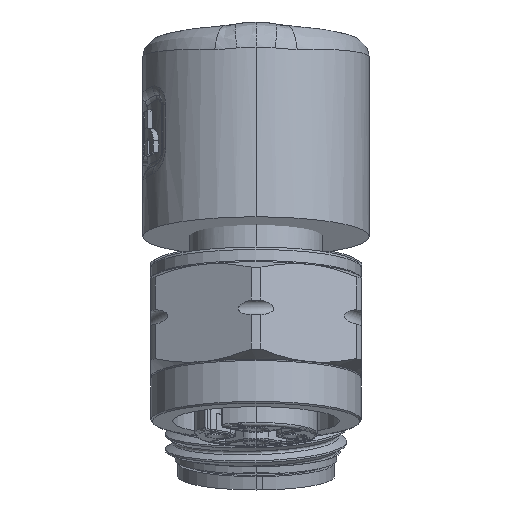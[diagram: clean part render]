
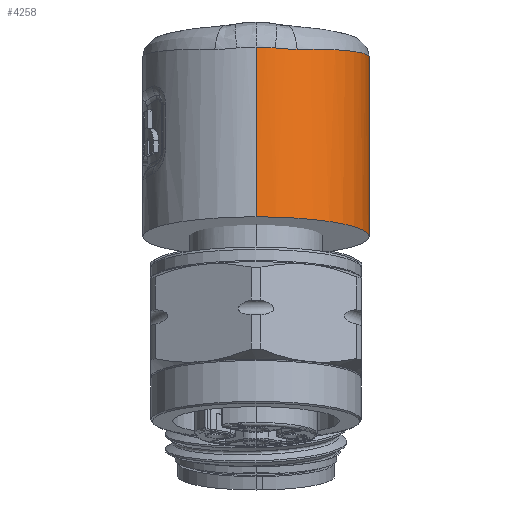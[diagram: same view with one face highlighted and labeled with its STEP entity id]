
A CAD part, front view. The second image highlights one B-rep face of the part: STEP entity #4258.
In plain terms, the highlighted cylindrical face has radius 7.5 mm (diameter 15 mm), a partial arc.
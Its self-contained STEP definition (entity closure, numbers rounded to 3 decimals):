
#4258=ADVANCED_FACE('',(#8813),#8814,.T.);
#8813=FACE_OUTER_BOUND('',#29925,.T.);
#8814=CYLINDRICAL_SURFACE('',#29926,7.5);
#29925=EDGE_LOOP('',(#48962,#48963,#48964,#48965,#48966,#48967,#48968,#48969,#48970,#48971,#48972));
#29926=AXIS2_PLACEMENT_3D('',#48973,#48974,#48975);
#48962=ORIENTED_EDGE('',*,*,#56170,.F.);
#48963=ORIENTED_EDGE('',*,*,#56171,.F.);
#48964=ORIENTED_EDGE('',*,*,#56172,.F.);
#48965=ORIENTED_EDGE('',*,*,#56168,.F.);
#48966=ORIENTED_EDGE('',*,*,#56161,.F.);
#48967=ORIENTED_EDGE('',*,*,#56173,.F.);
#48968=ORIENTED_EDGE('',*,*,#56174,.F.);
#48969=ORIENTED_EDGE('',*,*,#56105,.F.);
#48970=ORIENTED_EDGE('',*,*,#56175,.T.);
#48971=ORIENTED_EDGE('',*,*,#56103,.T.);
#48972=ORIENTED_EDGE('',*,*,#56176,.F.);
#48973=CARTESIAN_POINT('',(0.0,6.646,-7.682));
#48974=DIRECTION('',(0.0,-0.174,-0.985));
#48975=DIRECTION('',(0.0,-0.985,0.174));
#56103=EDGE_CURVE('',#63854,#63852,#63855,.T.);
#56105=EDGE_CURVE('',#63856,#63858,#63859,.T.);
#56161=EDGE_CURVE('',#63952,#63954,#63955,.T.);
#56168=EDGE_CURVE('',#63954,#63961,#63963,.T.);
#56170=EDGE_CURVE('',#63965,#63966,#63967,.T.);
#56171=EDGE_CURVE('',#63968,#63965,#63969,.T.);
#56172=EDGE_CURVE('',#63961,#63968,#63970,.T.);
#56173=EDGE_CURVE('',#63971,#63952,#63972,.T.);
#56174=EDGE_CURVE('',#63858,#63971,#63973,.T.);
#56175=EDGE_CURVE('',#63856,#63854,#63974,.T.);
#56176=EDGE_CURVE('',#63966,#63852,#63975,.T.);
#63852=VERTEX_POINT('',#79265);
#63854=VERTEX_POINT('',#79288);
#63855=LINE('',#79289,#79290);
#63856=VERTEX_POINT('',#79291);
#63858=VERTEX_POINT('',#79293);
#63859=LINE('',#79294,#79295);
#63952=VERTEX_POINT('',#79773);
#63954=VERTEX_POINT('',#79785);
#63955=B_SPLINE_CURVE_WITH_KNOTS('',3,(#79786,#79787,#79788,#79789,#79790,#79791,#79792,#79793,#79794,#79795,#79796,#79797,#79798,#79799,#79800),.UNSPECIFIED.,.F.,.F.,(4,1,1,1,1,1,1,1,1,1,1,1,4),(0.0,0.083,0.167,0.25,0.333,0.417,0.5,0.583,0.667,0.75,0.833,0.917,1.0),.UNSPECIFIED.);
#63961=VERTEX_POINT('',#79821);
#63963=B_SPLINE_CURVE_WITH_KNOTS('',3,(#79827,#79828,#79829,#79830,#79831,#79832),.UNSPECIFIED.,.F.,.F.,(4,1,1,4),(0.0,0.333,0.667,1.0),.UNSPECIFIED.);
#63965=VERTEX_POINT('',#79834);
#63966=VERTEX_POINT('',#79835);
#63967=B_SPLINE_CURVE_WITH_KNOTS('',3,(#79836,#79837,#79838,#79839,#79840,#79841),.UNSPECIFIED.,.F.,.F.,(4,1,1,4),(0.0,0.333,0.667,1.0),.UNSPECIFIED.);
#63968=VERTEX_POINT('',#79842);
#63969=B_SPLINE_CURVE_WITH_KNOTS('',3,(#79843,#79844,#79845,#79846,#79847,#79848),.UNSPECIFIED.,.F.,.F.,(4,1,1,4),(0.0,0.333,0.667,1.0),.UNSPECIFIED.);
#63970=B_SPLINE_CURVE_WITH_KNOTS('',3,(#79849,#79850,#79851,#79852,#79853,#79854),.UNSPECIFIED.,.F.,.F.,(4,1,1,4),(0.0,0.333,0.667,1.0),.UNSPECIFIED.);
#63971=VERTEX_POINT('',#79855);
#63972=B_SPLINE_CURVE_WITH_KNOTS('',3,(#79856,#79857,#79858,#79859,#79860,#79861),.UNSPECIFIED.,.F.,.F.,(4,1,1,4),(0.0,0.333,0.667,1.0),.UNSPECIFIED.);
#63973=B_SPLINE_CURVE_WITH_KNOTS('',3,(#79862,#79863,#79864,#79865,#79866,#79867,#79868,#79869),.UNSPECIFIED.,.F.,.F.,(4,1,1,1,1,4),(0.0,0.203,0.406,0.606,0.804,1.0),.UNSPECIFIED.);
#63974=CIRCLE('',#79870,7.5);
#63975=B_SPLINE_CURVE_WITH_KNOTS('',3,(#79871,#79872,#79873,#79874,#79875,#79876,#79877,#79878,#79879,#79880,#79881,#79882,#79883,#79884,#79885,#79886,#79887,#79888,#79889,#79890,#79891,#79892),.UNSPECIFIED.,.F.,.F.,(4,1,1,1,1,1,1,1,1,1,1,1,1,1,1,1,1,1,1,4),(0.0,0.053,0.105,0.158,0.211,0.263,0.316,0.368,0.421,0.474,0.526,0.579,0.632,0.684,0.737,0.789,0.842,0.895,0.947,1.0),.UNSPECIFIED.);
#79265=CARTESIAN_POINT('',(0.,14.348,-7.187));
#79288=CARTESIAN_POINT('',(0.,14.032,-8.984));
#79289=CARTESIAN_POINT('',(0.,14.032,-8.984));
#79290=VECTOR('',#88999,1.825);
#79291=CARTESIAN_POINT('',(0.0,-0.741,-6.379));
#79293=CARTESIAN_POINT('',(0.,1.239,4.847));
#79294=CARTESIAN_POINT('',(0.0,-0.741,-6.379));
#79295=VECTOR('',#89003,11.4);
#79773=CARTESIAN_POINT('',(2.72,1.732,4.701));
#79785=CARTESIAN_POINT('',(5.818,13.425,3.511));
#79786=CARTESIAN_POINT('',(2.72,1.732,4.701));
#79787=CARTESIAN_POINT('',(3.086,1.877,4.707));
#79788=CARTESIAN_POINT('',(3.796,2.226,4.71));
#79789=CARTESIAN_POINT('',(4.763,2.904,4.689));
#79790=CARTESIAN_POINT('',(5.613,3.722,4.644));
#79791=CARTESIAN_POINT('',(6.321,4.651,4.577));
#79792=CARTESIAN_POINT('',(6.89,5.702,4.488));
#79793=CARTESIAN_POINT('',(7.282,6.819,4.381));
#79794=CARTESIAN_POINT('',(7.492,7.984,4.257));
#79795=CARTESIAN_POINT('',(7.52,9.138,4.124));
#79796=CARTESIAN_POINT('',(7.361,10.32,3.976));
#79797=CARTESIAN_POINT('',(7.019,11.445,3.823));
#79798=CARTESIAN_POINT('',(6.508,12.494,3.667));
#79799=CARTESIAN_POINT('',(6.063,13.128,3.563));
#79800=CARTESIAN_POINT('',(5.818,13.425,3.511));
#79821=CARTESIAN_POINT('',(6.507,12.012,1.274));
#79827=CARTESIAN_POINT('',(5.818,13.425,3.511));
#79828=CARTESIAN_POINT('',(5.945,13.22,3.248));
#79829=CARTESIAN_POINT('',(6.158,12.838,2.731));
#79830=CARTESIAN_POINT('',(6.378,12.363,1.986));
#79831=CARTESIAN_POINT('',(6.471,12.117,1.509));
#79832=CARTESIAN_POINT('',(6.507,12.012,1.274));
#79834=CARTESIAN_POINT('',(6.569,11.604,-0.401));
#79835=CARTESIAN_POINT('',(6.536,11.568,-0.949));
#79836=CARTESIAN_POINT('',(6.569,11.604,-0.401));
#79837=CARTESIAN_POINT('',(6.569,11.594,-0.458));
#79838=CARTESIAN_POINT('',(6.568,11.576,-0.576));
#79839=CARTESIAN_POINT('',(6.557,11.563,-0.758));
#79840=CARTESIAN_POINT('',(6.544,11.565,-0.885));
#79841=CARTESIAN_POINT('',(6.536,11.568,-0.949));
#79842=CARTESIAN_POINT('',(6.561,11.795,0.599));
#79843=CARTESIAN_POINT('',(6.561,11.795,0.599));
#79844=CARTESIAN_POINT('',(6.562,11.774,0.488));
#79845=CARTESIAN_POINT('',(6.564,11.732,0.266));
#79846=CARTESIAN_POINT('',(6.567,11.667,-0.067));
#79847=CARTESIAN_POINT('',(6.568,11.625,-0.29));
#79848=CARTESIAN_POINT('',(6.569,11.604,-0.401));
#79849=CARTESIAN_POINT('',(6.507,12.012,1.274));
#79850=CARTESIAN_POINT('',(6.519,11.977,1.194));
#79851=CARTESIAN_POINT('',(6.539,11.913,1.038));
#79852=CARTESIAN_POINT('',(6.556,11.841,0.812));
#79853=CARTESIAN_POINT('',(6.561,11.808,0.669));
#79854=CARTESIAN_POINT('',(6.561,11.795,0.599));
#79855=CARTESIAN_POINT('',(1.266,1.337,4.784));
#79856=CARTESIAN_POINT('',(1.266,1.337,4.784));
#79857=CARTESIAN_POINT('',(1.44,1.364,4.765));
#79858=CARTESIAN_POINT('',(1.781,1.43,4.731));
#79859=CARTESIAN_POINT('',(2.267,1.564,4.702));
#79860=CARTESIAN_POINT('',(2.572,1.673,4.699));
#79861=CARTESIAN_POINT('',(2.72,1.732,4.701));
#79862=CARTESIAN_POINT('',(0.,1.239,4.847));
#79863=CARTESIAN_POINT('',(0.086,1.239,4.847));
#79864=CARTESIAN_POINT('',(0.259,1.242,4.846));
#79865=CARTESIAN_POINT('',(0.516,1.254,4.839));
#79866=CARTESIAN_POINT('',(0.769,1.274,4.828));
#79867=CARTESIAN_POINT('',(1.019,1.302,4.81));
#79868=CARTESIAN_POINT('',(1.184,1.325,4.794));
#79869=CARTESIAN_POINT('',(1.266,1.337,4.784));
#79870=AXIS2_PLACEMENT_3D('',#89015,#89016,#89017);
#79871=CARTESIAN_POINT('',(6.536,11.568,-0.949));
#79872=CARTESIAN_POINT('',(6.52,11.574,-1.077));
#79873=CARTESIAN_POINT('',(6.481,11.598,-1.342));
#79874=CARTESIAN_POINT('',(6.394,11.67,-1.769));
#79875=CARTESIAN_POINT('',(6.273,11.784,-2.227));
#79876=CARTESIAN_POINT('',(6.109,11.942,-2.719));
#79877=CARTESIAN_POINT('',(5.893,12.145,-3.24));
#79878=CARTESIAN_POINT('',(5.622,12.382,-3.772));
#79879=CARTESIAN_POINT('',(5.296,12.642,-4.298));
#79880=CARTESIAN_POINT('',(4.928,12.904,-4.791));
#79881=CARTESIAN_POINT('',(4.528,13.155,-5.239));
#79882=CARTESIAN_POINT('',(4.105,13.387,-5.637));
#79883=CARTESIAN_POINT('',(3.667,13.595,-5.984));
#79884=CARTESIAN_POINT('',(3.219,13.777,-6.282));
#79885=CARTESIAN_POINT('',(2.764,13.934,-6.534));
#79886=CARTESIAN_POINT('',(2.305,14.064,-6.741));
#79887=CARTESIAN_POINT('',(1.844,14.169,-6.907));
#79888=CARTESIAN_POINT('',(1.381,14.25,-7.034));
#79889=CARTESIAN_POINT('',(0.918,14.307,-7.123));
#79890=CARTESIAN_POINT('',(0.457,14.341,-7.175));
#79891=CARTESIAN_POINT('',(0.152,14.348,-7.187));
#79892=CARTESIAN_POINT('',(0.,14.348,-7.187));
#88999=DIRECTION('',(0.,0.174,0.985));
#89003=DIRECTION('',(0.,0.174,0.985));
#89015=CARTESIAN_POINT('',(0.0,6.646,-7.682));
#89016=DIRECTION('',(0.0,0.174,0.985));
#89017=DIRECTION('',(0.0,-0.985,0.174));
